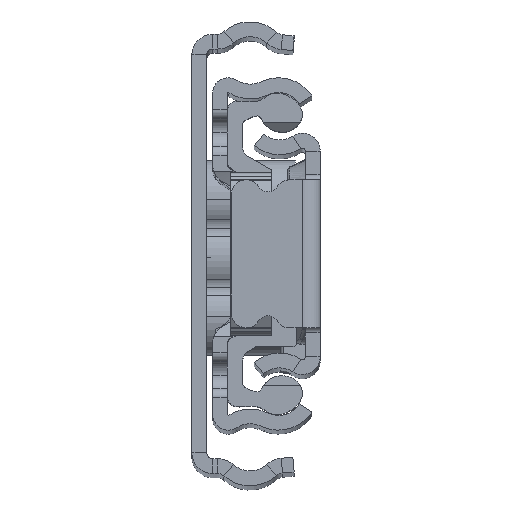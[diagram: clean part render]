
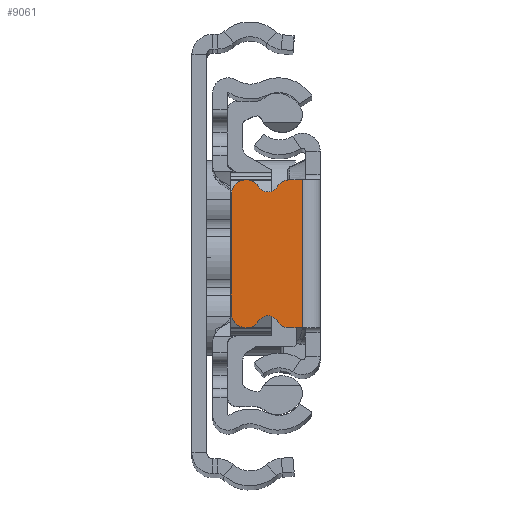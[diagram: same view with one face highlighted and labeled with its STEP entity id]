
A CAD part, top view. The second image highlights one B-rep face of the part: STEP entity #9061.
In plain terms, the highlighted planar face has unit normal (0, 0, 1).
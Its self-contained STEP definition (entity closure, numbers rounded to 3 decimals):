
#230 = VERTEX_POINT ( 'NONE', #757 ) ;
#378 = LINE ( 'NONE', #15845, #12306 ) ;
#466 = DIRECTION ( 'NONE',  ( 0., 0., -1. ) ) ;
#558 = DIRECTION ( 'NONE',  ( 0., 1., 0. ) ) ;
#744 = CARTESIAN_POINT ( 'NONE',  ( 243.5, -10.425, 0. ) ) ;
#757 = CARTESIAN_POINT ( 'NONE',  ( -9., 6., 0. ) ) ;
#968 = AXIS2_PLACEMENT_3D ( 'NONE', #14812, #2170, #19302 ) ;
#988 = DIRECTION ( 'NONE',  ( 0., 0., 1. ) ) ;
#1413 = PLANE ( 'NONE',  #11012 ) ;
#1875 = LINE ( 'NONE', #6885, #14587 ) ;
#1980 = VERTEX_POINT ( 'NONE', #20077 ) ;
#2170 = DIRECTION ( 'NONE',  ( 0., 0., -1. ) ) ;
#2463 = FACE_OUTER_BOUND ( 'NONE', #16995, .T. ) ;
#2612 = CIRCLE ( 'NONE', #13994, 1.5 ) ;
#2832 = ORIENTED_EDGE ( 'NONE', *, *, #4784, .T. ) ;
#2912 = CARTESIAN_POINT ( 'NONE',  ( -3.08, 6., 0. ) ) ;
#2974 = CARTESIAN_POINT ( 'NONE',  ( -3.08, -7.5, 0. ) ) ;
#3109 = ORIENTED_EDGE ( 'NONE', *, *, #9173, .T. ) ;
#3249 = CIRCLE ( 'NONE', #968, 1.1 ) ;
#3305 = ORIENTED_EDGE ( 'NONE', *, *, #11284, .T. ) ;
#3586 = CARTESIAN_POINT ( 'NONE',  ( -5.29, -7.37, 0. ) ) ;
#3876 = CIRCLE ( 'NONE', #17527, 1.5 ) ;
#4254 = VERTEX_POINT ( 'NONE', #7802 ) ;
#4524 = DIRECTION ( 'NONE',  ( 0., 0., 1. ) ) ;
#4534 = DIRECTION ( 'NONE',  ( 1., 0., 0. ) ) ;
#4587 = VERTEX_POINT ( 'NONE', #2974 ) ;
#4784 = EDGE_CURVE ( 'NONE', #10929, #12692, #12016, .T. ) ;
#4864 = AXIS2_PLACEMENT_3D ( 'NONE', #7798, #4524, #18784 ) ;
#5175 = VERTEX_POINT ( 'NONE', #17941 ) ;
#5332 = LINE ( 'NONE', #12972, #18955 ) ;
#5351 = DIRECTION ( 'NONE',  ( 0., -1., 0. ) ) ;
#5358 = VERTEX_POINT ( 'NONE', #19558 ) ;
#5700 = ORIENTED_EDGE ( 'NONE', *, *, #14277, .T. ) ;
#6201 = CIRCLE ( 'NONE', #12710, 1.5 ) ;
#6276 = LINE ( 'NONE', #16870, #16540 ) ;
#6590 = CARTESIAN_POINT ( 'NONE',  ( -1.8, -7.5, 0. ) ) ;
#6885 = CARTESIAN_POINT ( 'NONE',  ( -1.8, -10.425, 0. ) ) ;
#7798 = CARTESIAN_POINT ( 'NONE',  ( -7.5, 6., 0. ) ) ;
#7802 = CARTESIAN_POINT ( 'NONE',  ( -1.8, 7.5, 0. ) ) ;
#7881 = ORIENTED_EDGE ( 'NONE', *, *, #10509, .T. ) ;
#8487 = DIRECTION ( 'NONE',  ( 0., 1., 0. ) ) ;
#8534 = DIRECTION ( 'NONE',  ( 0., 1., 0. ) ) ;
#8688 = EDGE_CURVE ( 'NONE', #230, #5175, #378, .T. ) ;
#8700 = EDGE_CURVE ( 'NONE', #4254, #9894, #1875, .T. ) ;
#8706 = AXIS2_PLACEMENT_3D ( 'NONE', #2912, #16783, #12002 ) ;
#9061 = ADVANCED_FACE ( 'NONE', ( #2463 ), #1413, .T. ) ;
#9173 = EDGE_CURVE ( 'NONE', #5175, #5358, #3876, .T. ) ;
#9568 = DIRECTION ( 'NONE',  ( 0., 1., 0. ) ) ;
#9571 = EDGE_CURVE ( 'NONE', #11464, #10727, #13907, .T. ) ;
#9741 = ORIENTED_EDGE ( 'NONE', *, *, #20112, .T. ) ;
#9894 = VERTEX_POINT ( 'NONE', #6590 ) ;
#9938 = DIRECTION ( 'NONE',  ( 0., -1., 0. ) ) ;
#9989 = DIRECTION ( 'NONE',  ( 0., 0., 1. ) ) ;
#10050 = CARTESIAN_POINT ( 'NONE',  ( -6.225, -6.79, 0. ) ) ;
#10509 = EDGE_CURVE ( 'NONE', #5358, #10929, #6201, .T. ) ;
#10727 = VERTEX_POINT ( 'NONE', #12033 ) ;
#10929 = VERTEX_POINT ( 'NONE', #10050 ) ;
#11012 = AXIS2_PLACEMENT_3D ( 'NONE', #744, #19481, #8487 ) ;
#11195 = EDGE_CURVE ( 'NONE', #1980, #230, #19566, .T. ) ;
#11284 = EDGE_CURVE ( 'NONE', #10727, #15150, #3249, .T. ) ;
#11464 = VERTEX_POINT ( 'NONE', #11952 ) ;
#11530 = DIRECTION ( 'NONE',  ( 0., 0., -1. ) ) ;
#11737 = DIRECTION ( 'NONE',  ( 0., 1., 0. ) ) ;
#11831 = EDGE_CURVE ( 'NONE', #12692, #4587, #2612, .T. ) ;
#11952 = CARTESIAN_POINT ( 'NONE',  ( -3.08, 7.5, 0. ) ) ;
#12002 = DIRECTION ( 'NONE',  ( 0., 1., 0. ) ) ;
#12016 = CIRCLE ( 'NONE', #17875, 1.1 ) ;
#12033 = CARTESIAN_POINT ( 'NONE',  ( -4.355, 6.79, 0. ) ) ;
#12306 = VECTOR ( 'NONE', #9938, 1000. ) ;
#12428 = DIRECTION ( 'NONE',  ( 0., 0., 1. ) ) ;
#12562 = ORIENTED_EDGE ( 'NONE', *, *, #8700, .F. ) ;
#12692 = VERTEX_POINT ( 'NONE', #16801 ) ;
#12710 = AXIS2_PLACEMENT_3D ( 'NONE', #16204, #9989, #14384 ) ;
#12972 = CARTESIAN_POINT ( 'NONE',  ( 0.7, 7.5, 0. ) ) ;
#13326 = ORIENTED_EDGE ( 'NONE', *, *, #9571, .T. ) ;
#13907 = CIRCLE ( 'NONE', #8706, 1.5 ) ;
#13922 = AXIS2_PLACEMENT_3D ( 'NONE', #14519, #466, #558 ) ;
#13994 = AXIS2_PLACEMENT_3D ( 'NONE', #14949, #988, #8534 ) ;
#14045 = CARTESIAN_POINT ( 'NONE',  ( -5.29, 6.27, 0. ) ) ;
#14277 = EDGE_CURVE ( 'NONE', #15150, #1980, #19781, .T. ) ;
#14384 = DIRECTION ( 'NONE',  ( 0., 1., 0. ) ) ;
#14410 = DIRECTION ( 'NONE',  ( -1., 0., 0. ) ) ;
#14519 = CARTESIAN_POINT ( 'NONE',  ( -5.29, 7.37, 0. ) ) ;
#14587 = VECTOR ( 'NONE', #5351, 1000. ) ;
#14812 = CARTESIAN_POINT ( 'NONE',  ( -5.29, 7.37, 0. ) ) ;
#14949 = CARTESIAN_POINT ( 'NONE',  ( -3.08, -6., 0. ) ) ;
#15150 = VERTEX_POINT ( 'NONE', #14045 ) ;
#15759 = ORIENTED_EDGE ( 'NONE', *, *, #18409, .T. ) ;
#15788 = ORIENTED_EDGE ( 'NONE', *, *, #11831, .T. ) ;
#15845 = CARTESIAN_POINT ( 'NONE',  ( -9., 6., 0. ) ) ;
#16204 = CARTESIAN_POINT ( 'NONE',  ( -7.5, -6., 0. ) ) ;
#16540 = VECTOR ( 'NONE', #4534, 1000. ) ;
#16783 = DIRECTION ( 'NONE',  ( 0., 0., 1. ) ) ;
#16801 = CARTESIAN_POINT ( 'NONE',  ( -4.355, -6.79, 0. ) ) ;
#16870 = CARTESIAN_POINT ( 'NONE',  ( 0.7, -7.5, 0. ) ) ;
#16995 = EDGE_LOOP ( 'NONE', ( #12562, #9741, #13326, #3305, #5700, #17352, #17529, #3109, #7881, #2832, #15788, #15759 ) ) ;
#17352 = ORIENTED_EDGE ( 'NONE', *, *, #11195, .T. ) ;
#17527 = AXIS2_PLACEMENT_3D ( 'NONE', #18643, #12428, #9568 ) ;
#17529 = ORIENTED_EDGE ( 'NONE', *, *, #8688, .T. ) ;
#17875 = AXIS2_PLACEMENT_3D ( 'NONE', #3586, #11530, #11737 ) ;
#17941 = CARTESIAN_POINT ( 'NONE',  ( -9., -6., 0. ) ) ;
#18409 = EDGE_CURVE ( 'NONE', #4587, #9894, #6276, .T. ) ;
#18643 = CARTESIAN_POINT ( 'NONE',  ( -7.5, -6., 0. ) ) ;
#18784 = DIRECTION ( 'NONE',  ( 0., 1., 0. ) ) ;
#18955 = VECTOR ( 'NONE', #14410, 1000. ) ;
#19302 = DIRECTION ( 'NONE',  ( 0., 1., 0. ) ) ;
#19481 = DIRECTION ( 'NONE',  ( 0., 0., 1. ) ) ;
#19558 = CARTESIAN_POINT ( 'NONE',  ( -7.5, -7.5, 0. ) ) ;
#19566 = CIRCLE ( 'NONE', #4864, 1.5 ) ;
#19781 = CIRCLE ( 'NONE', #13922, 1.1 ) ;
#20077 = CARTESIAN_POINT ( 'NONE',  ( -6.225, 6.79, 0. ) ) ;
#20112 = EDGE_CURVE ( 'NONE', #4254, #11464, #5332, .T. ) ;
